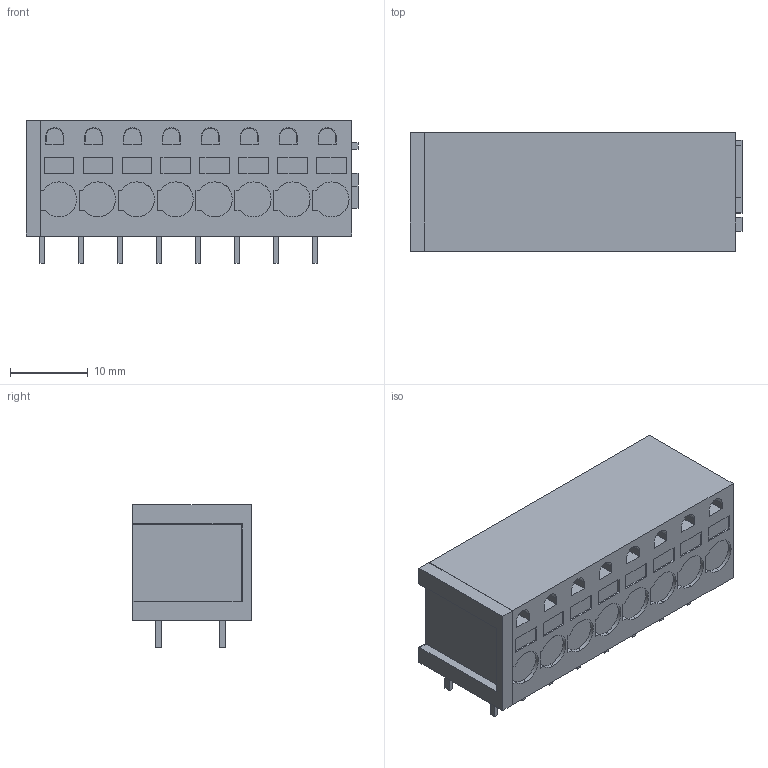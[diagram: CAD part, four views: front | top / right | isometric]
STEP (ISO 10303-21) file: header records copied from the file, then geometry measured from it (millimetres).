
FILE_DESCRIPTION(('CATIA V5 STEP Exchange','CAx-IF Rec.Pracs.--- Model Styling and Organization---1.4--- 2014-01-23'),'2;1');
FILE_NAME ('190957-4_1_1425350000_1425350000.stp','2022-08-10T10:43:09+00:00',('none'),('Weidmueller'),'CATIA Version 5-6 Release 2016 SP3 HF44','CATIA V5 STEP AP214','none');
FILE_SCHEMA(('AUTOMOTIVE_DESIGN { 1 0 10303 214 1 1 1 1 }'));
Length unit declared in the file: millimetre
Products named in the file (1): 1425350000
Bounding box: 42.63 x 15.2 x 18.3 mm (x, y, z)
Volume: 9144.4 mm3; surface area: 4082.4 mm2
Topology: 17 solids, 49 shells, 544 faces, 1253 edges, 835 vertices
Faces by surface type: plane 428, cylinder 60, cone 24, bspline 16, extrusion 8, torus 8
Entity records: 16375 total; most frequent: CARTESIAN_POINT 4652, ORIENTED_EDGE 2506, DIRECTION 1991, EDGE_CURVE 1253, VECTOR 981, LINE 973, VERTEX_POINT 835, EDGE_LOOP 582
